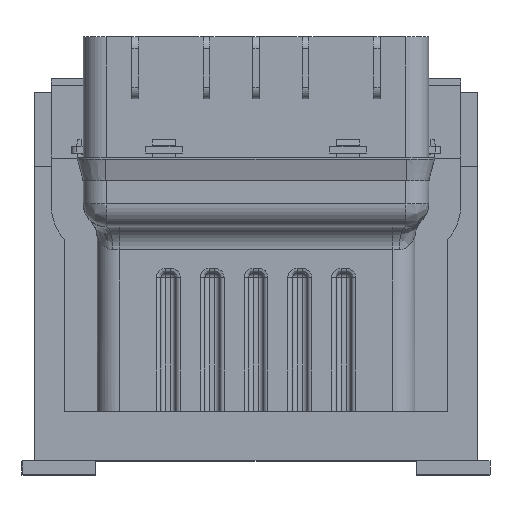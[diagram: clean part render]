
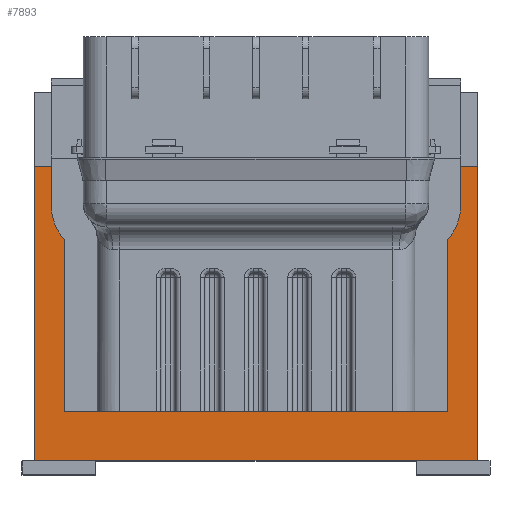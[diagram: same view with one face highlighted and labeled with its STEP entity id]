
A CAD part, top view. The second image highlights one B-rep face of the part: STEP entity #7893.
In plain terms, the highlighted planar face has unit normal (0, 0, 1).
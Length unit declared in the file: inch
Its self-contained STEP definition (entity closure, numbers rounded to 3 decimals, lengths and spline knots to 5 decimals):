
#174 = EDGE_LOOP ( 'NONE', ( #19130, #1923, #16505, #11141 ) ) ;
#1923 = ORIENTED_EDGE ( 'NONE', *, *, #2688, .F. ) ;
#2093 = CARTESIAN_POINT ( 'NONE',  ( 1.94807, 1.76372, 0.62992 ) ) ;
#2156 = CARTESIAN_POINT ( 'NONE',  ( -1.83146, 1.76372, 0.62992 ) ) ;
#2688 = EDGE_CURVE ( 'NONE', #5386, #6005, #13796, .T. ) ;
#2832 = DIRECTION ( 'NONE',  ( 0., 0., -1. ) ) ;
#3428 = LINE ( 'NONE', #13142, #6963 ) ;
#4827 = FACE_OUTER_BOUND ( 'NONE', #174, .T. ) ;
#4849 = AXIS2_PLACEMENT_3D ( 'NONE', #11886, #2832, #13417 ) ;
#5386 = VERTEX_POINT ( 'NONE', #15611 ) ;
#6005 = VERTEX_POINT ( 'NONE', #7571 ) ;
#6226 = EDGE_CURVE ( 'NONE', #6999, #6005, #10006, .T. ) ;
#6700 = DIRECTION ( 'NONE',  ( 1., 0., 0. ) ) ;
#6963 = VECTOR ( 'NONE', #7077, 39.37008 ) ;
#6999 = VERTEX_POINT ( 'NONE', #7405 ) ;
#7077 = DIRECTION ( 'NONE',  ( 1., 0., 0. ) ) ;
#7405 = CARTESIAN_POINT ( 'NONE',  ( -1.83146, -0.75596, 0.62992 ) ) ;
#7571 = CARTESIAN_POINT ( 'NONE',  ( 1.94807, -0.75596, 0.62992 ) ) ;
#7893 = ADVANCED_FACE ( 'NONE', ( #4827 ), #19443, .F. ) ;
#9693 = DIRECTION ( 'NONE',  ( 0., -1., 0. ) ) ;
#9738 = VECTOR ( 'NONE', #9693, 39.37008 ) ;
#10006 = LINE ( 'NONE', #14263, #13580 ) ;
#11141 = ORIENTED_EDGE ( 'NONE', *, *, #16952, .T. ) ;
#11334 = LINE ( 'NONE', #13022, #14933 ) ;
#11886 = CARTESIAN_POINT ( 'NONE',  ( -1.83146, 1.76372, 0.62992 ) ) ;
#12970 = VERTEX_POINT ( 'NONE', #2156 ) ;
#13022 = CARTESIAN_POINT ( 'NONE',  ( -1.83146, 1.76372, 0.62992 ) ) ;
#13142 = CARTESIAN_POINT ( 'NONE',  ( -1.83146, 1.76372, 0.62992 ) ) ;
#13417 = DIRECTION ( 'NONE',  ( -1., 0., 0. ) ) ;
#13580 = VECTOR ( 'NONE', #6700, 39.37008 ) ;
#13796 = LINE ( 'NONE', #2093, #9738 ) ;
#14263 = CARTESIAN_POINT ( 'NONE',  ( -1.83146, -0.75596, 0.62992 ) ) ;
#14372 = EDGE_CURVE ( 'NONE', #12970, #5386, #3428, .T. ) ;
#14933 = VECTOR ( 'NONE', #16094, 39.37008 ) ;
#15611 = CARTESIAN_POINT ( 'NONE',  ( 1.94807, 1.76372, 0.62992 ) ) ;
#16094 = DIRECTION ( 'NONE',  ( 0., -1., 0. ) ) ;
#16505 = ORIENTED_EDGE ( 'NONE', *, *, #14372, .F. ) ;
#16952 = EDGE_CURVE ( 'NONE', #12970, #6999, #11334, .T. ) ;
#19130 = ORIENTED_EDGE ( 'NONE', *, *, #6226, .T. ) ;
#19443 = PLANE ( 'NONE',  #4849 ) ;
